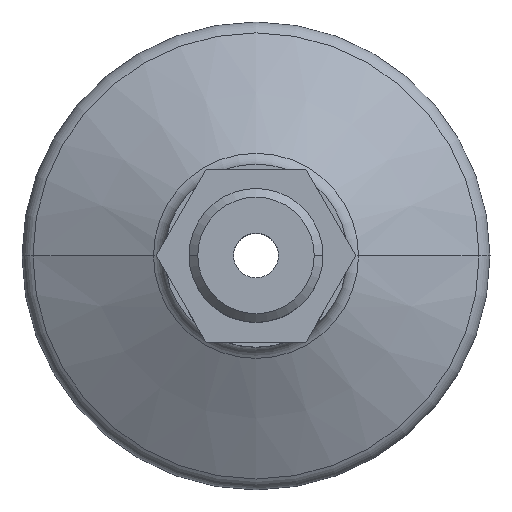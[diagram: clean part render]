
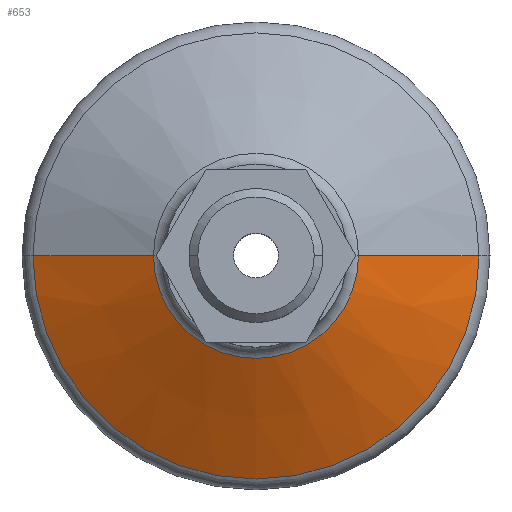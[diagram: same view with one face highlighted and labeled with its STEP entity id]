
A CAD part, top view. The second image highlights one B-rep face of the part: STEP entity #653.
In plain terms, the highlighted conical face has half-angle 62.499 degrees and reference radius 16 mm.
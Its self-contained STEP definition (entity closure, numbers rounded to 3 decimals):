
#17 = LINE ( 'NONE', #1011, #501 ) ;
#180 = CARTESIAN_POINT ( 'NONE',  ( -10.076, 0., 18.441 ) ) ;
#187 = DIRECTION ( 'NONE',  ( 0.887, 0., -0.462 ) ) ;
#261 = AXIS2_PLACEMENT_3D ( 'NONE', #562, #1699, #282 ) ;
#282 = DIRECTION ( 'NONE',  ( 1., 0., 0. ) ) ;
#380 = CIRCLE ( 'NONE', #261, 10.076 ) ;
#459 = DIRECTION ( 'NONE',  ( 0., 0., -1. ) ) ;
#468 = AXIS2_PLACEMENT_3D ( 'NONE', #1859, #566, #719 ) ;
#477 = CARTESIAN_POINT ( 'NONE',  ( -16., 0., 15.357 ) ) ;
#480 = VERTEX_POINT ( 'NONE', #928 ) ;
#484 = ORIENTED_EDGE ( 'NONE', *, *, #1559, .F. ) ;
#495 = DIRECTION ( 'NONE',  ( -0.887, 0., -0.462 ) ) ;
#501 = VECTOR ( 'NONE', #187, 1000. ) ;
#548 = CARTESIAN_POINT ( 'NONE',  ( 10.076, 0., 18.441 ) ) ;
#562 = CARTESIAN_POINT ( 'NONE',  ( 0., 0., 18.441 ) ) ;
#566 = DIRECTION ( 'NONE',  ( 0., 0., -1. ) ) ;
#653 = ADVANCED_FACE ( 'NONE', ( #1283 ), #823, .T. ) ;
#678 = EDGE_CURVE ( 'NONE', #1403, #1535, #17, .T. ) ;
#719 = DIRECTION ( 'NONE',  ( 1., 0., 0. ) ) ;
#796 = VERTEX_POINT ( 'NONE', #180 ) ;
#798 = ORIENTED_EDGE ( 'NONE', *, *, #1443, .T. ) ;
#823 = CONICAL_SURFACE ( 'NONE', #468, 16., 1.091 ) ;
#881 = VECTOR ( 'NONE', #495, 1000. ) ;
#889 = CARTESIAN_POINT ( 'NONE',  ( 21.923, 0., 12.273 ) ) ;
#893 = EDGE_CURVE ( 'NONE', #796, #480, #1388, .T. ) ;
#928 = CARTESIAN_POINT ( 'NONE',  ( -21.923, 0., 12.273 ) ) ;
#930 = ORIENTED_EDGE ( 'NONE', *, *, #678, .F. ) ;
#1011 = CARTESIAN_POINT ( 'NONE',  ( 16., 0., 15.357 ) ) ;
#1190 = CARTESIAN_POINT ( 'NONE',  ( 0., 0., 12.273 ) ) ;
#1247 = CIRCLE ( 'NONE', #1488, 21.923 ) ;
#1283 = FACE_OUTER_BOUND ( 'NONE', #1371, .T. ) ;
#1371 = EDGE_LOOP ( 'NONE', ( #798, #1652, #484, #930 ) ) ;
#1388 = LINE ( 'NONE', #477, #881 ) ;
#1403 = VERTEX_POINT ( 'NONE', #548 ) ;
#1443 = EDGE_CURVE ( 'NONE', #1403, #796, #380, .T. ) ;
#1488 = AXIS2_PLACEMENT_3D ( 'NONE', #1190, #459, #1746 ) ;
#1535 = VERTEX_POINT ( 'NONE', #889 ) ;
#1559 = EDGE_CURVE ( 'NONE', #1535, #480, #1247, .T. ) ;
#1652 = ORIENTED_EDGE ( 'NONE', *, *, #893, .T. ) ;
#1699 = DIRECTION ( 'NONE',  ( 0., 0., -1. ) ) ;
#1746 = DIRECTION ( 'NONE',  ( 1., 0., 0. ) ) ;
#1859 = CARTESIAN_POINT ( 'NONE',  ( 0., 0., 15.357 ) ) ;
